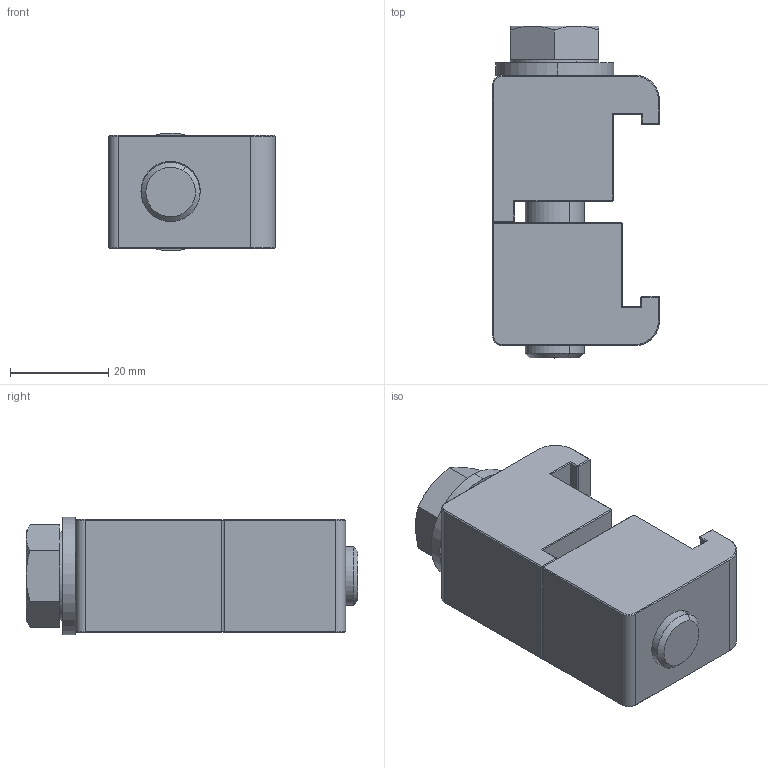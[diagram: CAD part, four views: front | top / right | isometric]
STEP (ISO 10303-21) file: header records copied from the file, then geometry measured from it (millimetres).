
FILE_DESCRIPTION (( 'STEP AP214' ), '1' );
FILE_NAME ('Hositrad_ISO320CA-Double.STEP', '2014-02-13T10:44:23', ( '' ), ( '' ), 'SwSTEP 2.0', 'SolidWorks 2014', '' );
FILE_SCHEMA (( 'AUTOMOTIVE_DESIGN' ));
Length unit declared in the file: millimetre
Products named in the file (5): hex screw gradeab_iso_ISO 4017 - M12 x 60-N; plain washer normal grade a_iso_Washer ISO 7089 - 12; ISO320-Clamp-CA-tapped; ISO-320-Clamp-CA ; Hositrad_ISO320CA-Double
Assembly tree (4 placements, depth 2):
  Hositrad_ISO320CA-Double
    ISO-320-Clamp-CA 
    ISO320-Clamp-CA-tapped
    plain washer normal grade a_iso_Washer ISO 7089 - 12
    hex screw gradeab_iso_ISO 4017 - M12 x 60-N
Bounding box: 33.9 x 67.5 x 23.98 mm (x, y, z)
Volume: 37161.1 mm3; surface area: 14073.3 mm2
Topology: 4 solids, 4 shells, 138 faces, 307 edges, 178 vertices
Faces by surface type: plane 75, cone 38, cylinder 23, torus 2
Entity records: 3985 total; most frequent: CARTESIAN_POINT 702, DIRECTION 681, ORIENTED_EDGE 614, EDGE_CURVE 307, AXIS2_PLACEMENT_3D 241, VECTOR 199, LINE 199, VERTEX_POINT 178
